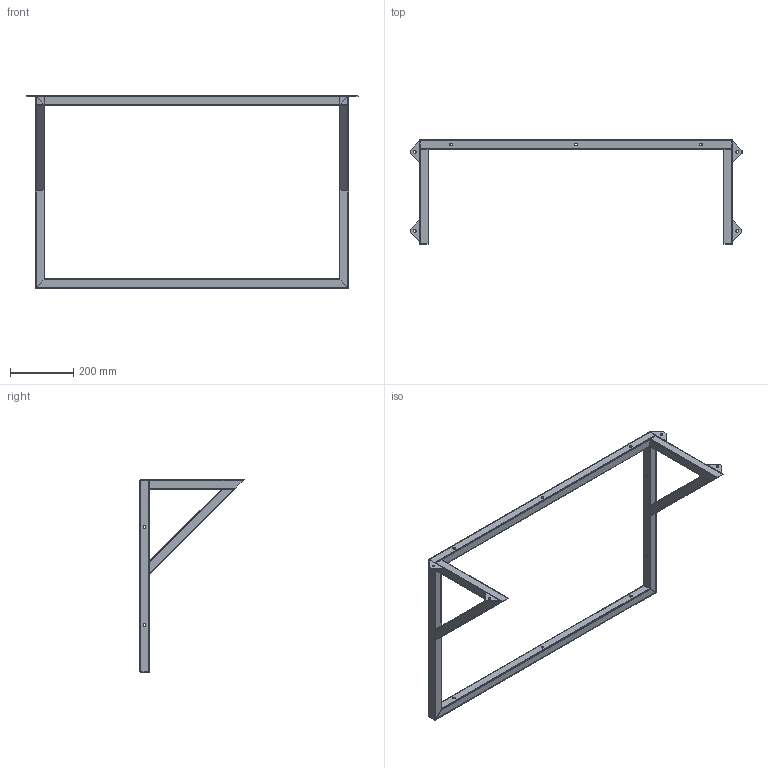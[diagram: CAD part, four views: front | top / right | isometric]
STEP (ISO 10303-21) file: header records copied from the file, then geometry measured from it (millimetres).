
FILE_DESCRIPTION (( 'STEP AP214' ), '1' );
FILE_NAME ('frame washing.STEP', '2017-09-19T09:26:21', ( '' ), ( '' ), 'SwSTEP 2.0', 'SolidWorks 2016', '' );
FILE_SCHEMA (( 'AUTOMOTIVE_DESIGN' ));
Length unit declared in the file: millimetre
Products named in the file (6): tube 30x30x2mm 610; tube 30x30x2mm 990; frame washing; tube 30x30x2mm 300 wash; strip 30x3mm 70; tube 30x30x2mm 318
Assembly tree (12 placements, depth 2):
  frame washing
    tube 30x30x2mm 990  x2
    tube 30x30x2mm 318  x2
    tube 30x30x2mm 300 wash  x2
    tube 30x30x2mm 610  x2
    strip 30x3mm 70  x4
Bounding box: 1050 x 330 x 610 mm (x, y, z)
Volume: 956774 mm3; surface area: 960301.1 mm2
Topology: 12 solids, 12 shells, 216 faces, 576 edges, 384 vertices
Faces by surface type: cylinder 112, plane 104
Entity records: 3484 total; most frequent: CARTESIAN_POINT 733, ORIENTED_EDGE 540, DIRECTION 496, EDGE_CURVE 270, VERTEX_POINT 180, AXIS2_PLACEMENT_3D 167, LINE 162, VECTOR 162
